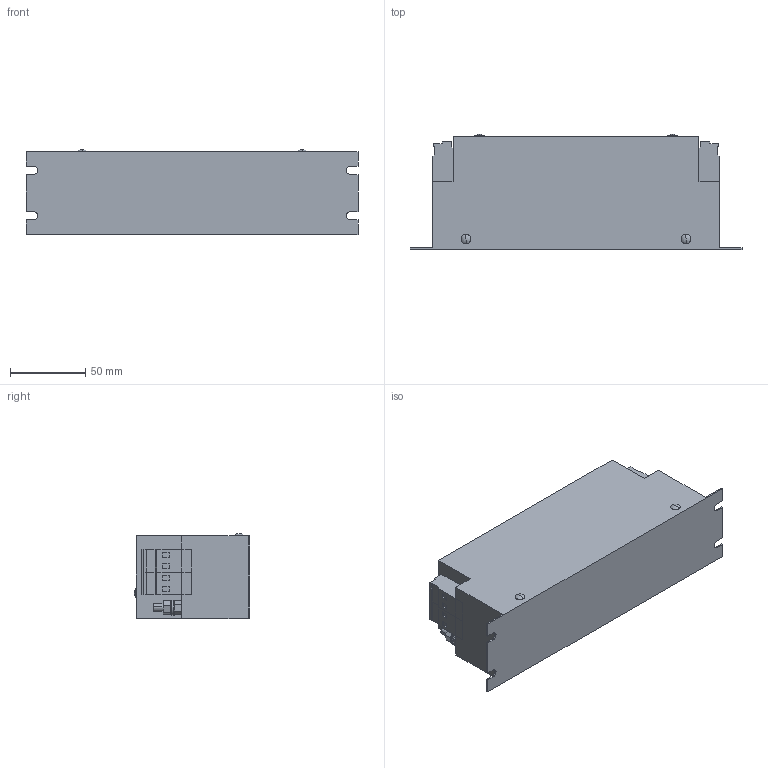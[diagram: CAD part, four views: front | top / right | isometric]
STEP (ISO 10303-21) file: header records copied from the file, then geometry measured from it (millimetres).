
FILE_DESCRIPTION (( 'STEP AP214' ), '1' );
FILE_NAME ('194851.STEP', '2023-11-20T14:00:02', ( '' ), ( '' ), 'SwSTEP 2.0', 'SolidWorks 2022', '' );
FILE_SCHEMA (( 'AUTOMOTIVE_DESIGN' ));
Length unit declared in the file: millimetre
Products named in the file (1): 194851
Bounding box: 220 x 76.37 x 56.37 mm (x, y, z)
Volume: 762633.6 mm3; surface area: 62350.9 mm2
Topology: 1 solids, 1 shells, 287 faces, 694 edges, 448 vertices
Faces by surface type: plane 227, cylinder 52, sphere 8
Entity records: 8314 total; most frequent: CARTESIAN_POINT 1430, DIRECTION 1414, ORIENTED_EDGE 1388, EDGE_CURVE 694, LINE 550, VECTOR 550, VERTEX_POINT 448, AXIS2_PLACEMENT_3D 432
